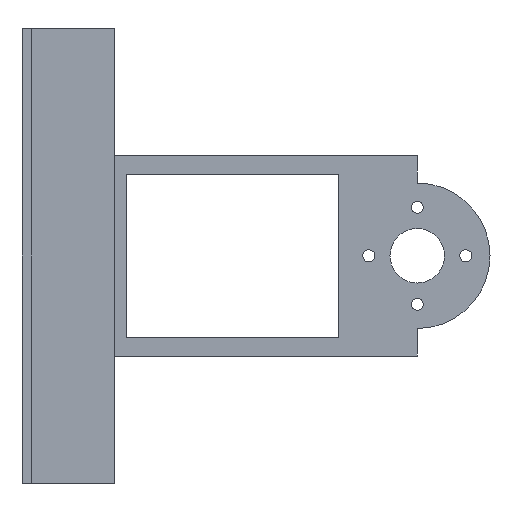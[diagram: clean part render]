
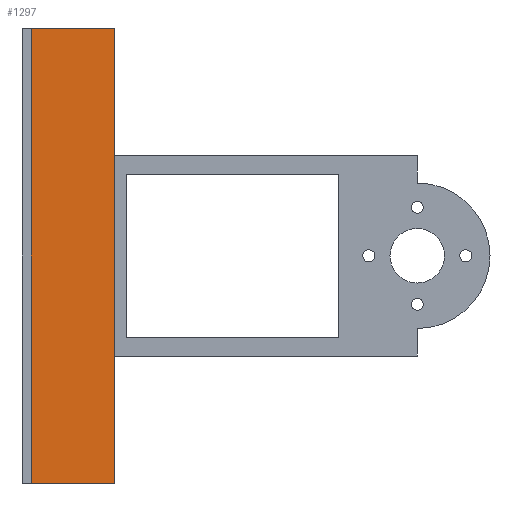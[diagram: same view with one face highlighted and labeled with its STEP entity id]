
A CAD part, left-side view. The second image highlights one B-rep face of the part: STEP entity #1297.
In plain terms, the highlighted planar face has unit normal (-1, 0, 0).
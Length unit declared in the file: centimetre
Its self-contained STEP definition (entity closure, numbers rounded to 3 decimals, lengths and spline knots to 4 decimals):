
#83=FACE_OUTER_BOUND('',#147,.T.);
#147=EDGE_LOOP('',(#996,#997,#998,#999));
#263=LINE('',#1890,#436);
#302=LINE('',#1965,#475);
#303=LINE('',#1967,#476);
#304=LINE('',#1968,#477);
#436=VECTOR('',#1532,7.5);
#475=VECTOR('',#1593,1.37);
#476=VECTOR('',#1594,7.5);
#477=VECTOR('',#1595,1.37);
#602=VERTEX_POINT('',#1887);
#603=VERTEX_POINT('',#1889);
#628=VERTEX_POINT('',#1964);
#629=VERTEX_POINT('',#1966);
#739=EDGE_CURVE('',#602,#603,#263,.T.);
#778=EDGE_CURVE('',#602,#628,#302,.T.);
#779=EDGE_CURVE('',#628,#629,#303,.T.);
#780=EDGE_CURVE('',#603,#629,#304,.T.);
#996=ORIENTED_EDGE('',*,*,#778,.T.);
#997=ORIENTED_EDGE('',*,*,#779,.T.);
#998=ORIENTED_EDGE('',*,*,#780,.F.);
#999=ORIENTED_EDGE('',*,*,#739,.F.);
#1239=PLANE('',#1367);
#1297=ADVANCED_FACE('',(#83),#1239,.T.);
#1367=AXIS2_PLACEMENT_3D('',#1963,#1591,#1592);
#1532=DIRECTION('',(0.,0.,1.));
#1591=DIRECTION('center_axis',(-1.,0.,0.));
#1592=DIRECTION('ref_axis',(0.,-1.,0.));
#1593=DIRECTION('',(0.,-1.,0.));
#1594=DIRECTION('',(0.,0.,1.));
#1595=DIRECTION('',(0.,-1.,0.));
#1887=CARTESIAN_POINT('',(-3.27,1.9777,-3.7039));
#1889=CARTESIAN_POINT('',(-3.27,1.9777,3.7961));
#1890=CARTESIAN_POINT('',(-3.27,1.9777,-3.7039));
#1963=CARTESIAN_POINT('Origin',(-3.27,1.9777,-3.7039));
#1964=CARTESIAN_POINT('',(-3.27,0.6077,-3.7039));
#1965=CARTESIAN_POINT('',(-3.27,1.9777,-3.7039));
#1966=CARTESIAN_POINT('',(-3.27,0.6077,3.7961));
#1967=CARTESIAN_POINT('',(-3.27,0.6077,-3.7039));
#1968=CARTESIAN_POINT('',(-3.27,1.9777,3.7961));
